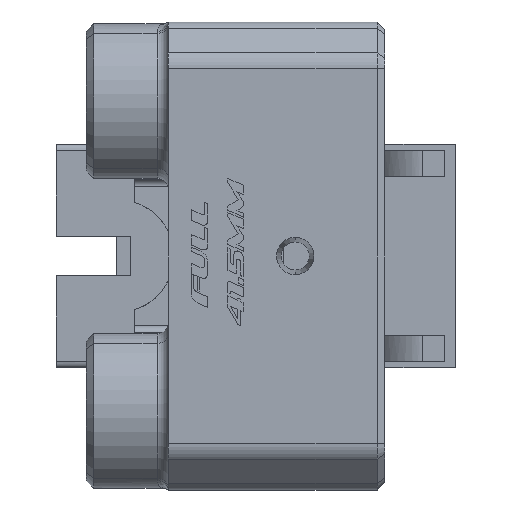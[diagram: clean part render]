
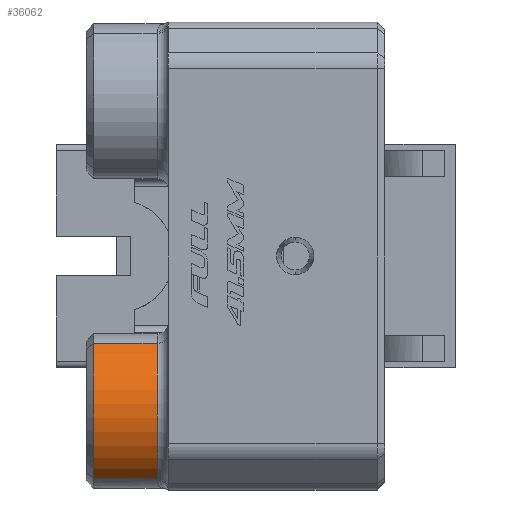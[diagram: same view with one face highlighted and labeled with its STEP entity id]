
A CAD part, left-side view. The second image highlights one B-rep face of the part: STEP entity #36062.
In plain terms, the highlighted cylindrical face has radius 11.109 mm (diameter 22.217 mm), a partial arc.
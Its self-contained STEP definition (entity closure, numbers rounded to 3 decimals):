
#694 = ORIENTED_EDGE ( 'NONE', *, *, #29319, .T. ) ;
#1029 = CARTESIAN_POINT ( 'NONE',  ( -11.073, 37., -11.693 ) ) ;
#2554 = ORIENTED_EDGE ( 'NONE', *, *, #22928, .T. ) ;
#2651 = LINE ( 'NONE', #26198, #21353 ) ;
#2791 = CARTESIAN_POINT ( 'NONE',  ( -4.641, 28.5, -20.75 ) ) ;
#3033 = CIRCLE ( 'NONE', #36167, 11.109 ) ;
#3243 = AXIS2_PLACEMENT_3D ( 'NONE', #2791, #14724, #26712 ) ;
#3397 = CARTESIAN_POINT ( 'NONE',  ( -4.641, 38., -20.75 ) ) ;
#3451 = CARTESIAN_POINT ( 'NONE',  ( -11.073, 28.5, -11.693 ) ) ;
#4202 = DIRECTION ( 'NONE',  ( 0., -1., 0. ) ) ;
#5725 = ORIENTED_EDGE ( 'NONE', *, *, #6915, .T. ) ;
#5729 = DIRECTION ( 'NONE',  ( 0., 0., -1. ) ) ;
#6915 = EDGE_CURVE ( 'NONE', #36055, #36581, #18932, .T. ) ;
#12047 = ORIENTED_EDGE ( 'NONE', *, *, #24041, .T. ) ;
#14724 = DIRECTION ( 'NONE',  ( 0., 1., 0. ) ) ;
#16790 = DIRECTION ( 'NONE',  ( 0., 1., 0. ) ) ;
#17825 = AXIS2_PLACEMENT_3D ( 'NONE', #3397, #23984, #5729 ) ;
#18932 = CIRCLE ( 'NONE', #3243, 11.109 ) ;
#20413 = EDGE_LOOP ( 'NONE', ( #694, #2554, #12047, #5725 ) ) ;
#20647 = CARTESIAN_POINT ( 'NONE',  ( -11.073, 28.5, -29.807 ) ) ;
#20948 = CARTESIAN_POINT ( 'NONE',  ( -11.073, 37., -29.807 ) ) ;
#21001 = CARTESIAN_POINT ( 'NONE',  ( -4.641, 37., -20.75 ) ) ;
#21237 = FACE_OUTER_BOUND ( 'NONE', #20413, .T. ) ;
#21353 = VECTOR ( 'NONE', #16790, 1000. ) ;
#22066 = VERTEX_POINT ( 'NONE', #1029 ) ;
#22928 = EDGE_CURVE ( 'NONE', #22066, #35536, #3033, .T. ) ;
#23984 = DIRECTION ( 'NONE',  ( 0., -1., 0. ) ) ;
#24041 = EDGE_CURVE ( 'NONE', #35536, #36055, #27522, .T. ) ;
#26198 = CARTESIAN_POINT ( 'NONE',  ( -11.073, 38., -11.693 ) ) ;
#26712 = DIRECTION ( 'NONE',  ( 0., 0., 1. ) ) ;
#27522 = LINE ( 'NONE', #33782, #36220 ) ;
#29319 = EDGE_CURVE ( 'NONE', #36581, #22066, #2651, .T. ) ;
#30180 = DIRECTION ( 'NONE',  ( 0., 0., 1. ) ) ;
#32940 = DIRECTION ( 'NONE',  ( 0., -1., 0. ) ) ;
#33171 = CYLINDRICAL_SURFACE ( 'NONE', #17825, 11.109 ) ;
#33782 = CARTESIAN_POINT ( 'NONE',  ( -11.073, 38., -29.807 ) ) ;
#35536 = VERTEX_POINT ( 'NONE', #20948 ) ;
#36055 = VERTEX_POINT ( 'NONE', #20647 ) ;
#36062 = ADVANCED_FACE ( 'NONE', ( #21237 ), #33171, .T. ) ;
#36167 = AXIS2_PLACEMENT_3D ( 'NONE', #21001, #32940, #30180 ) ;
#36220 = VECTOR ( 'NONE', #4202, 1000. ) ;
#36581 = VERTEX_POINT ( 'NONE', #3451 ) ;
